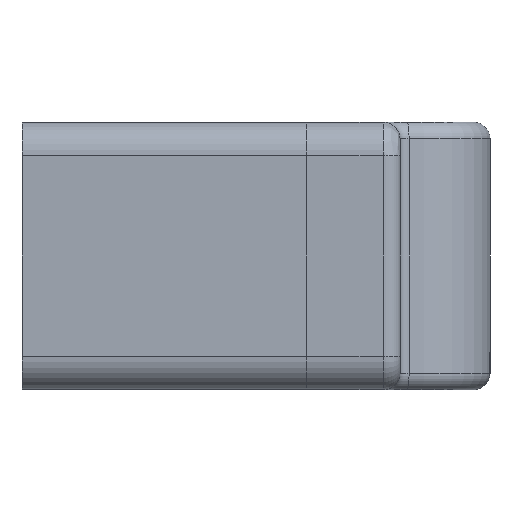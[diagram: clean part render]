
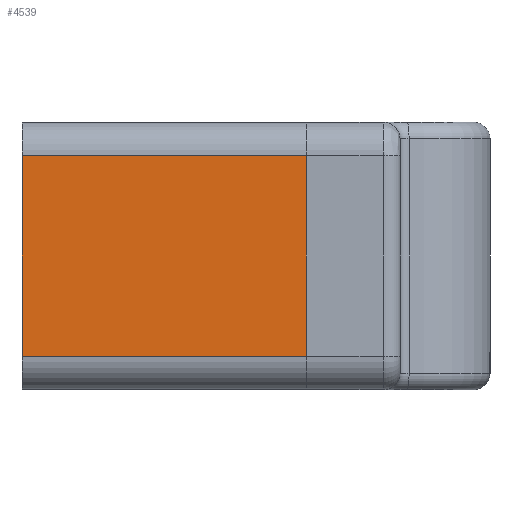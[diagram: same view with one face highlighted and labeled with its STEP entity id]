
A CAD part, left-side view. The second image highlights one B-rep face of the part: STEP entity #4539.
In plain terms, the highlighted planar face has unit normal (-1, 0, 0).
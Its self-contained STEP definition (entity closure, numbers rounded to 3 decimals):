
#3270=DIRECTION('',(0.,0.,1.));
#3271=VECTOR('',#3270,6.);
#3272=CARTESIAN_POINT('',(0.,0.,-3.));
#3273=LINE('',#3272,#3271);
#3395=DIRECTION('',(0.,0.,1.));
#3396=VECTOR('',#3395,6.);
#3397=CARTESIAN_POINT('',(0.,-8.5,-3.));
#3398=LINE('',#3397,#3396);
#3461=DIRECTION('',(0.,-1.,0.));
#3462=VECTOR('',#3461,8.5);
#3463=CARTESIAN_POINT('',(0.,0.,-3.));
#3464=LINE('',#3463,#3462);
#3465=DIRECTION('',(0.,-1.,0.));
#3466=VECTOR('',#3465,8.5);
#3467=CARTESIAN_POINT('',(0.,0.,3.));
#3468=LINE('',#3467,#3466);
#4063=CARTESIAN_POINT('',(0.,-8.5,-3.));
#4065=VERTEX_POINT('',#4063);
#4069=CARTESIAN_POINT('',(0.,0.,-3.));
#4070=VERTEX_POINT('',#4069);
#4072=CARTESIAN_POINT('',(0.,-8.5,3.));
#4074=VERTEX_POINT('',#4072);
#4075=CARTESIAN_POINT('',(0.,0.,3.));
#4076=VERTEX_POINT('',#4075);
#4527=CARTESIAN_POINT('',(0.,0.,-4.));
#4528=DIRECTION('',(-1.,0.,0.));
#4529=DIRECTION('',(0.,0.,1.));
#4530=AXIS2_PLACEMENT_3D('',#4527,#4528,#4529);
#4531=PLANE('',#4530);
#4532=ORIENTED_EDGE('',*,*,#4522,.F.);
#4533=ORIENTED_EDGE('',*,*,#4245,.T.);
#4535=ORIENTED_EDGE('',*,*,#4534,.T.);
#4536=ORIENTED_EDGE('',*,*,#4471,.F.);
#4537=EDGE_LOOP('',(#4532,#4533,#4535,#4536));
#4538=FACE_OUTER_BOUND('',#4537,.F.);
#4539=ADVANCED_FACE('',(#4538),#4531,.T.);
#4245=EDGE_CURVE('',#4070,#4076,#3273,.T.);
#4471=EDGE_CURVE('',#4065,#4074,#3398,.T.);
#4522=EDGE_CURVE('',#4070,#4065,#3464,.T.);
#4534=EDGE_CURVE('',#4076,#4074,#3468,.T.);
